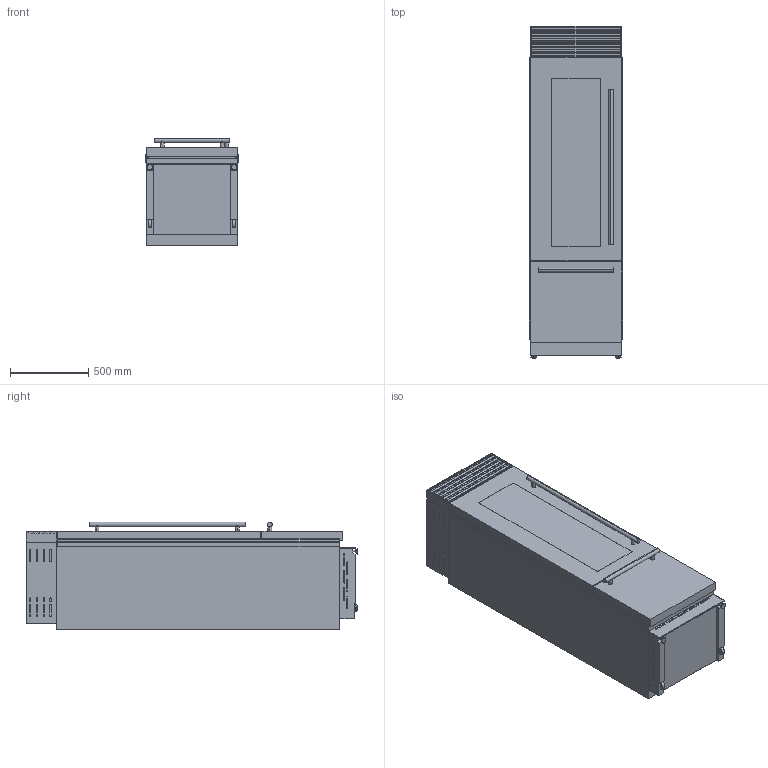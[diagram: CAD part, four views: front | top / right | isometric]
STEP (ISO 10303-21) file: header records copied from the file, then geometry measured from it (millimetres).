
FILE_DESCRIPTION (( 'STEP AP214' ), '1' );
FILE_NAME ('XS_599_0T_WT_6.STEP', '2017-07-07T08:15:34', ( '' ), ( '' ), 'SwSTEP 2.0', 'SolidWorks 2013', '' );
FILE_SCHEMA (( 'AUTOMOTIVE_DESIGN' ));
Length unit declared in the file: millimetre
Products named in the file (1): XS_599_0T_WT_6
Bounding box: 599 x 2120 x 688 mm (x, y, z)
Volume: 736878826.9 mm3; surface area: 9905884.2 mm2
Topology: 8 solids, 8 shells, 527 faces, 1379 edges, 906 vertices
Faces by surface type: plane 318, cylinder 193, torus 12, cone 4
Entity records: 16742 total; most frequent: CARTESIAN_POINT 3231, DIRECTION 2829, ORIENTED_EDGE 2758, EDGE_CURVE 1379, VECTOR 961, LINE 961, AXIS2_PLACEMENT_3D 934, VERTEX_POINT 906
